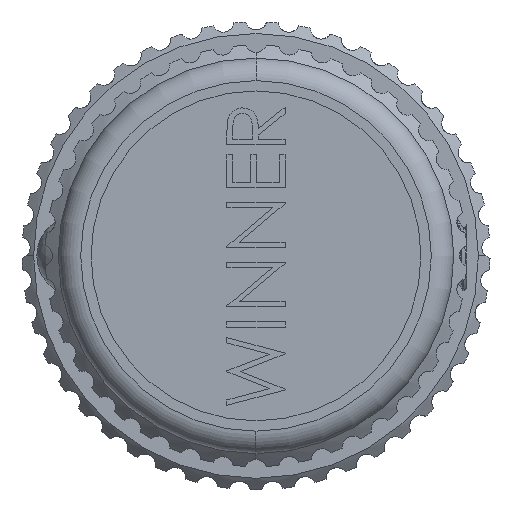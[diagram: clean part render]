
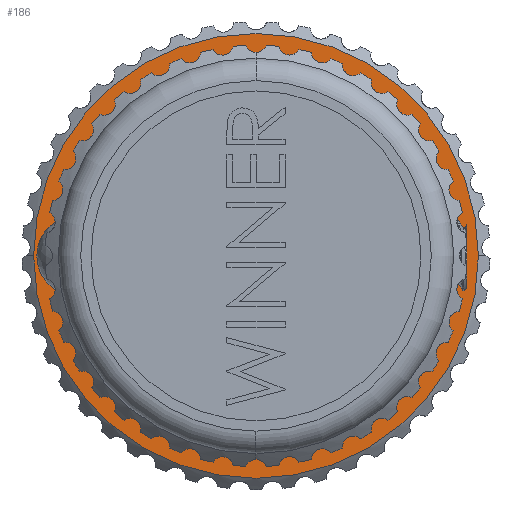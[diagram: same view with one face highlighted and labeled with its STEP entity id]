
A CAD part, left-side view. The second image highlights one B-rep face of the part: STEP entity #186.
In plain terms, the highlighted planar face has unit normal (-1, 0, 0).
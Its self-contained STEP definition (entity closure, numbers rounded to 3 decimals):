
#186 = ADVANCED_FACE ( 'NONE', ( #10121, #12644 ), #21166, .T. ) ;
#201 = CARTESIAN_POINT ( 'NONE',  ( -6.4, 0., 0. ) ) ;
#382 = CARTESIAN_POINT ( 'NONE',  ( -6.4, 0., 0. ) ) ;
#580 = DIRECTION ( 'NONE',  ( 1., 0., 0. ) ) ;
#2203 = EDGE_CURVE ( 'NONE', #8179, #8034, #7059, .T. ) ;
#2396 = CIRCLE ( 'NONE', #27813, 7.536 ) ;
#2485 = DIRECTION ( 'NONE',  ( 0., -1., 0. ) ) ;
#2504 = CARTESIAN_POINT ( 'NONE',  ( -6.4, 7.536, 0. ) ) ;
#3366 = ORIENTED_EDGE ( 'NONE', *, *, #19374, .T. ) ;
#3936 = EDGE_CURVE ( 'NONE', #18253, #14057, #16017, .T. ) ;
#4391 = CARTESIAN_POINT ( 'NONE',  ( -6.4, 0., 0. ) ) ;
#6808 = DIRECTION ( 'NONE',  ( -1., 0., 0. ) ) ;
#7059 = CIRCLE ( 'NONE', #11118, 7.536 ) ;
#8034 = VERTEX_POINT ( 'NONE', #8836 ) ;
#8179 = VERTEX_POINT ( 'NONE', #2504 ) ;
#8592 = ORIENTED_EDGE ( 'NONE', *, *, #23992, .T. ) ;
#8836 = CARTESIAN_POINT ( 'NONE',  ( -6.4, -7.536, 0. ) ) ;
#9024 = DIRECTION ( 'NONE',  ( 0., 1., 0. ) ) ;
#9639 = EDGE_LOOP ( 'NONE', ( #16524, #3366 ) ) ;
#10121 = FACE_BOUND ( 'NONE', #19983, .T. ) ;
#11118 = AXIS2_PLACEMENT_3D ( 'NONE', #382, #580, #11852 ) ;
#11852 = DIRECTION ( 'NONE',  ( 0., 1., 0. ) ) ;
#12073 = DIRECTION ( 'NONE',  ( -1., 0., 0. ) ) ;
#12644 = FACE_OUTER_BOUND ( 'NONE', #9639, .T. ) ;
#12897 = AXIS2_PLACEMENT_3D ( 'NONE', #4391, #6808, #27372 ) ;
#13250 = AXIS2_PLACEMENT_3D ( 'NONE', #13679, #29943, #2485 ) ;
#13592 = CIRCLE ( 'NONE', #13250, 15.3 ) ;
#13679 = CARTESIAN_POINT ( 'NONE',  ( -6.4, 0., 0. ) ) ;
#13838 = AXIS2_PLACEMENT_3D ( 'NONE', #201, #12073, #23168 ) ;
#14057 = VERTEX_POINT ( 'NONE', #23394 ) ;
#16017 = CIRCLE ( 'NONE', #12897, 15.3 ) ;
#16524 = ORIENTED_EDGE ( 'NONE', *, *, #3936, .T. ) ;
#18015 = DIRECTION ( 'NONE',  ( 1., 0., 0. ) ) ;
#18028 = ORIENTED_EDGE ( 'NONE', *, *, #2203, .T. ) ;
#18253 = VERTEX_POINT ( 'NONE', #28010 ) ;
#19374 = EDGE_CURVE ( 'NONE', #14057, #18253, #13592, .T. ) ;
#19983 = EDGE_LOOP ( 'NONE', ( #8592, #18028 ) ) ;
#21166 = PLANE ( 'NONE',  #13838 ) ;
#22848 = CARTESIAN_POINT ( 'NONE',  ( -6.4, 0., 0. ) ) ;
#23168 = DIRECTION ( 'NONE',  ( 0., -1., 0. ) ) ;
#23394 = CARTESIAN_POINT ( 'NONE',  ( -6.4, -15.3, 0. ) ) ;
#23992 = EDGE_CURVE ( 'NONE', #8034, #8179, #2396, .T. ) ;
#27372 = DIRECTION ( 'NONE',  ( 0., -1., 0. ) ) ;
#27813 = AXIS2_PLACEMENT_3D ( 'NONE', #22848, #18015, #9024 ) ;
#28010 = CARTESIAN_POINT ( 'NONE',  ( -6.4, 15.3, 0. ) ) ;
#29943 = DIRECTION ( 'NONE',  ( -1., 0., 0. ) ) ;
